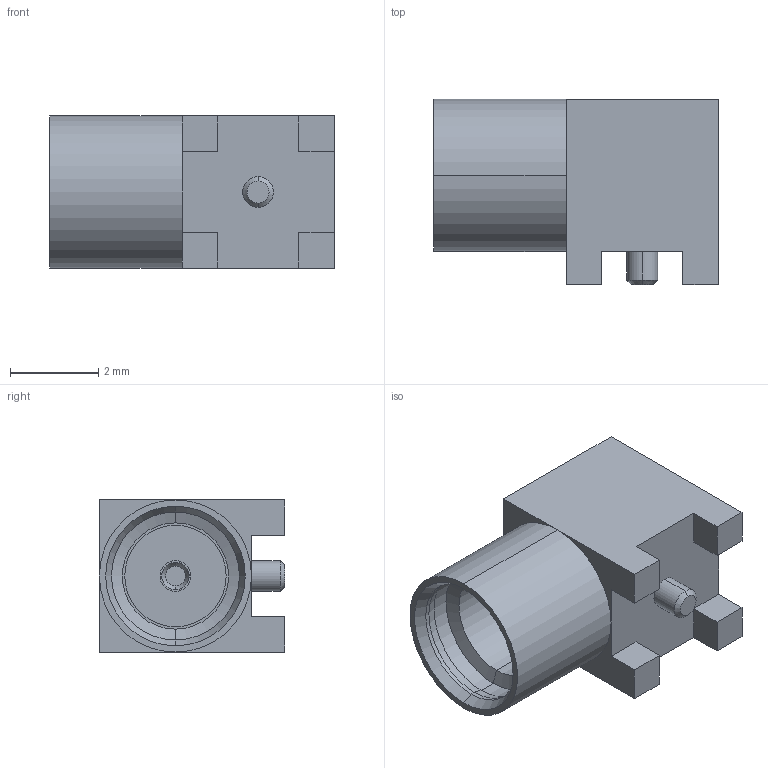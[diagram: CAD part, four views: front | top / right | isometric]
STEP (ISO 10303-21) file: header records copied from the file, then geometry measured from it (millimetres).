
FILE_DESCRIPTION (( 'STEP AP203' ), '1' );
FILE_NAME ('PCB.MMCXFRAJ.A.STEP', '2021-12-04T14:16:46', ( 'admin' ), ( '' ), 'SwSTEP 2.0', 'SolidWorks 2015', '' );
FILE_SCHEMA (( 'CONFIG_CONTROL_DESIGN' ));
Length unit declared in the file: millimetre
Products named in the file (1): PCB.MMCXFRAJ.A
Bounding box: 6.45 x 4.2 x 3.45 mm (x, y, z)
Volume: 56.5 mm3; surface area: 141 mm2
Topology: 1 solids, 1 shells, 53 faces, 118 edges, 72 vertices
Faces by surface type: plane 27, cylinder 16, cone 10
Entity records: 1529 total; most frequent: DIRECTION 266, CARTESIAN_POINT 244, ORIENTED_EDGE 236, EDGE_CURVE 118, AXIS2_PLACEMENT_3D 94, VECTOR 78, LINE 78, VERTEX_POINT 72
